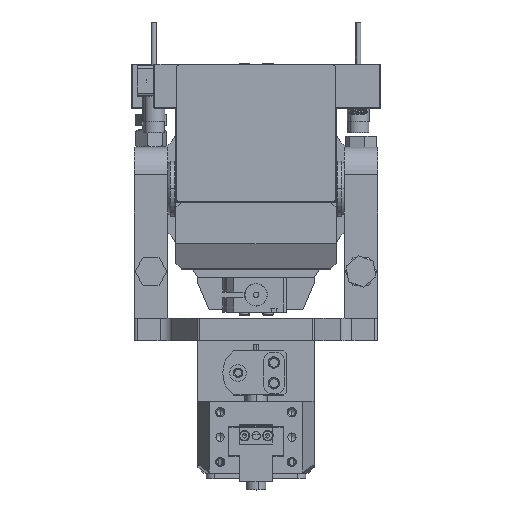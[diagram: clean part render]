
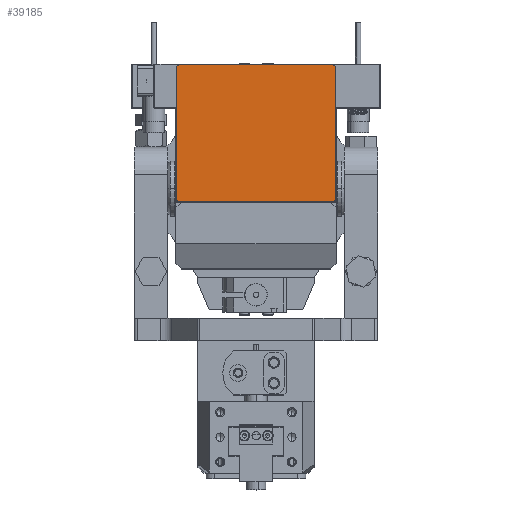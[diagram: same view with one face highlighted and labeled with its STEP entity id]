
A CAD part, top view. The second image highlights one B-rep face of the part: STEP entity #39185.
In plain terms, the highlighted planar face has unit normal (0, 0, 1).
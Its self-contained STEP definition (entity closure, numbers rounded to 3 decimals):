
#659 = EDGE_CURVE ( 'NONE', #78949, #74230, #80462, .T. ) ;
#692 = DIRECTION ( 'NONE',  ( -1., 0., 0. ) ) ;
#1313 = EDGE_CURVE ( 'NONE', #74454, #22271, #54749, .T. ) ;
#1800 = VECTOR ( 'NONE', #692, 1000. ) ;
#2126 = CARTESIAN_POINT ( 'NONE',  ( 28.75, -0.25, 88. ) ) ;
#3727 = ORIENTED_EDGE ( 'NONE', *, *, #67215, .T. ) ;
#4034 = EDGE_CURVE ( 'NONE', #57984, #56277, #55433, .T. ) ;
#5227 = AXIS2_PLACEMENT_3D ( 'NONE', #41104, #7810, #54499 ) ;
#5611 = CARTESIAN_POINT ( 'NONE',  ( -28.75, -48.75, 88. ) ) ;
#7810 = DIRECTION ( 'NONE',  ( 0., 0., -1. ) ) ;
#7971 = PLANE ( 'NONE',  #76586 ) ;
#10825 = EDGE_CURVE ( 'NONE', #78949, #56277, #25677, .T. ) ;
#11065 = ORIENTED_EDGE ( 'NONE', *, *, #50707, .T. ) ;
#12901 = CARTESIAN_POINT ( 'NONE',  ( -28.75, -0.25, 88. ) ) ;
#13967 = AXIS2_PLACEMENT_3D ( 'NONE', #21886, #73062, #73618 ) ;
#16050 = CARTESIAN_POINT ( 'NONE',  ( 28.75, -49.75, 88. ) ) ;
#16297 = DIRECTION ( 'NONE',  ( 0., 0., -1. ) ) ;
#16773 = DIRECTION ( 'NONE',  ( -1., 0., 0. ) ) ;
#18134 = CARTESIAN_POINT ( 'NONE',  ( -27.75, -0.25, 88. ) ) ;
#18431 = CARTESIAN_POINT ( 'NONE',  ( 27.75, -49.75, 88. ) ) ;
#21821 = CARTESIAN_POINT ( 'NONE',  ( -27.75, -49.75, 88. ) ) ;
#21886 = CARTESIAN_POINT ( 'NONE',  ( -27.75, -1.25, 88. ) ) ;
#22271 = VERTEX_POINT ( 'NONE', #18431 ) ;
#23961 = VECTOR ( 'NONE', #68017, 1000. ) ;
#24222 = LINE ( 'NONE', #2126, #62076 ) ;
#25457 = ORIENTED_EDGE ( 'NONE', *, *, #659, .F. ) ;
#25677 = LINE ( 'NONE', #74411, #75840 ) ;
#26848 = ORIENTED_EDGE ( 'NONE', *, *, #4034, .F. ) ;
#28846 = DIRECTION ( 'NONE',  ( 0., 1., 0. ) ) ;
#29865 = CARTESIAN_POINT ( 'NONE',  ( -27.75, -48.75, 88. ) ) ;
#34273 = CARTESIAN_POINT ( 'NONE',  ( 27.75, -0.25, 88. ) ) ;
#34387 = DIRECTION ( 'NONE',  ( 0., -1., 0. ) ) ;
#36189 = DIRECTION ( 'NONE',  ( -1., 0., 0. ) ) ;
#37022 = AXIS2_PLACEMENT_3D ( 'NONE', #29865, #84452, #16773 ) ;
#37795 = EDGE_CURVE ( 'NONE', #57984, #22271, #66931, .T. ) ;
#39185 = ADVANCED_FACE ( 'NONE', ( #74920 ), #7971, .F. ) ;
#41104 = CARTESIAN_POINT ( 'NONE',  ( 27.75, -1.25, 88. ) ) ;
#41153 = VERTEX_POINT ( 'NONE', #68041 ) ;
#42142 = CIRCLE ( 'NONE', #5227, 1. ) ;
#48793 = CARTESIAN_POINT ( 'NONE',  ( 27.75, -48.75, 88. ) ) ;
#49373 = ORIENTED_EDGE ( 'NONE', *, *, #10825, .T. ) ;
#50489 = ORIENTED_EDGE ( 'NONE', *, *, #37795, .T. ) ;
#50707 = EDGE_CURVE ( 'NONE', #74454, #41153, #24222, .T. ) ;
#51162 = AXIS2_PLACEMENT_3D ( 'NONE', #48793, #16297, #36189 ) ;
#52408 = CARTESIAN_POINT ( 'NONE',  ( -20., -45., 88. ) ) ;
#54499 = DIRECTION ( 'NONE',  ( -1., 0., 0. ) ) ;
#54749 = CIRCLE ( 'NONE', #51162, 1. ) ;
#55433 = CIRCLE ( 'NONE', #37022, 1. ) ;
#56277 = VERTEX_POINT ( 'NONE', #5611 ) ;
#57983 = ORIENTED_EDGE ( 'NONE', *, *, #1313, .F. ) ;
#57984 = VERTEX_POINT ( 'NONE', #21821 ) ;
#62076 = VECTOR ( 'NONE', #28846, 1000. ) ;
#65604 = DIRECTION ( 'NONE',  ( -1., 0., 0. ) ) ;
#66165 = DIRECTION ( 'NONE',  ( 0., 0., -1. ) ) ;
#66197 = EDGE_LOOP ( 'NONE', ( #49373, #26848, #50489, #57983, #11065, #81809, #3727, #25457 ) ) ;
#66931 = LINE ( 'NONE', #16050, #23961 ) ;
#67215 = EDGE_CURVE ( 'NONE', #83525, #74230, #68172, .T. ) ;
#68017 = DIRECTION ( 'NONE',  ( 1., 0., 0. ) ) ;
#68041 = CARTESIAN_POINT ( 'NONE',  ( 28.75, -1.25, 88. ) ) ;
#68172 = LINE ( 'NONE', #12901, #1800 ) ;
#72078 = CARTESIAN_POINT ( 'NONE',  ( 28.75, -48.75, 88. ) ) ;
#73062 = DIRECTION ( 'NONE',  ( 0., 0., -1. ) ) ;
#73618 = DIRECTION ( 'NONE',  ( -1., 0., 0. ) ) ;
#74230 = VERTEX_POINT ( 'NONE', #18134 ) ;
#74411 = CARTESIAN_POINT ( 'NONE',  ( -28.75, -49.75, 88. ) ) ;
#74454 = VERTEX_POINT ( 'NONE', #72078 ) ;
#74920 = FACE_OUTER_BOUND ( 'NONE', #66197, .T. ) ;
#75840 = VECTOR ( 'NONE', #34387, 1000. ) ;
#76586 = AXIS2_PLACEMENT_3D ( 'NONE', #52408, #66165, #65604 ) ;
#78748 = CARTESIAN_POINT ( 'NONE',  ( -28.75, -1.25, 88. ) ) ;
#78949 = VERTEX_POINT ( 'NONE', #78748 ) ;
#80462 = CIRCLE ( 'NONE', #13967, 1. ) ;
#81809 = ORIENTED_EDGE ( 'NONE', *, *, #84662, .F. ) ;
#83525 = VERTEX_POINT ( 'NONE', #34273 ) ;
#84452 = DIRECTION ( 'NONE',  ( 0., 0., -1. ) ) ;
#84662 = EDGE_CURVE ( 'NONE', #83525, #41153, #42142, .T. ) ;
